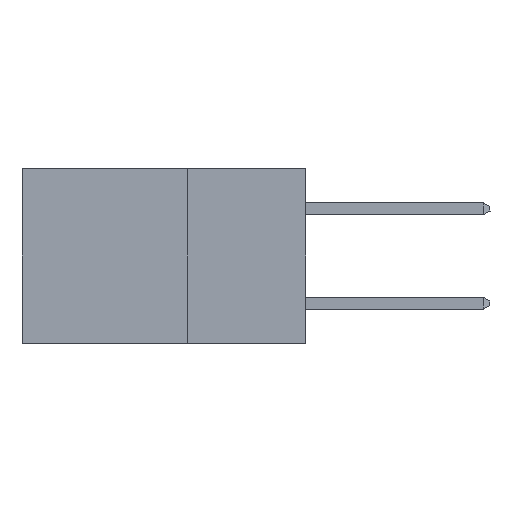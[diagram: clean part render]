
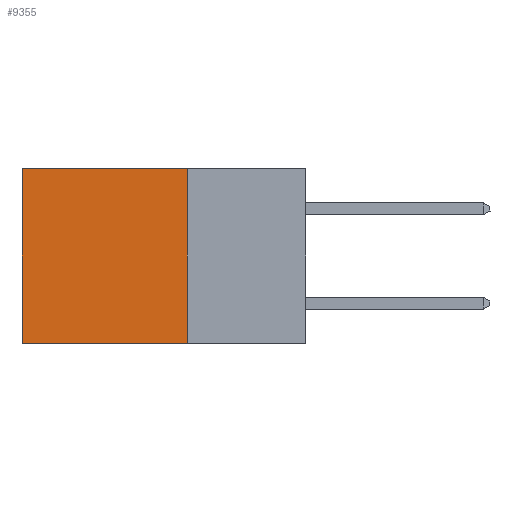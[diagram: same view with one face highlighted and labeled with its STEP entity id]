
A CAD part, left-side view. The second image highlights one B-rep face of the part: STEP entity #9355.
In plain terms, the highlighted planar face has unit normal (-1, 0, 0).
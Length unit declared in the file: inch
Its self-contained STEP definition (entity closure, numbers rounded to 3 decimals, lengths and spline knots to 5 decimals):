
#163 = EDGE_CURVE ( 'NONE', #20443, #14355, #1590, .T. ) ;
#629 = ORIENTED_EDGE ( 'NONE', *, *, #17234, .F. ) ;
#717 = VECTOR ( 'NONE', #27547, 39.37008 ) ;
#850 = CARTESIAN_POINT ( 'NONE',  ( 0.298, 0.6, -0.37 ) ) ;
#1502 = EDGE_CURVE ( 'NONE', #6725, #2434, #9870, .T. ) ;
#1590 = LINE ( 'NONE', #12959, #23875 ) ;
#2434 = VERTEX_POINT ( 'NONE', #20370 ) ;
#2536 = DIRECTION ( 'NONE',  ( 0., 1., 0. ) ) ;
#2658 = EDGE_LOOP ( 'NONE', ( #23966, #629, #2692, #6266 ) ) ;
#2692 = ORIENTED_EDGE ( 'NONE', *, *, #1502, .F. ) ;
#5979 = CARTESIAN_POINT ( 'NONE',  ( 0.298, 0.25, 0. ) ) ;
#6266 = ORIENTED_EDGE ( 'NONE', *, *, #23323, .T. ) ;
#6725 = VERTEX_POINT ( 'NONE', #25635 ) ;
#6761 = FACE_OUTER_BOUND ( 'NONE', #2658, .T. ) ;
#9299 = DIRECTION ( 'NONE',  ( 1., 0., 0. ) ) ;
#9355 = ADVANCED_FACE ( 'NONE', ( #6761 ), #11255, .F. ) ;
#9870 = LINE ( 'NONE', #10755, #18393 ) ;
#10755 = CARTESIAN_POINT ( 'NONE',  ( 0.298, 0.25, 0. ) ) ;
#11255 = PLANE ( 'NONE',  #18721 ) ;
#12959 = CARTESIAN_POINT ( 'NONE',  ( 0.298, 0.6, 0. ) ) ;
#14355 = VERTEX_POINT ( 'NONE', #850 ) ;
#15134 = DIRECTION ( 'NONE',  ( 0., 0., -1. ) ) ;
#16947 = LINE ( 'NONE', #24564, #26797 ) ;
#16958 = LINE ( 'NONE', #5979, #717 ) ;
#17168 = DIRECTION ( 'NONE',  ( 0., 0., -1. ) ) ;
#17234 = EDGE_CURVE ( 'NONE', #2434, #14355, #16947, .T. ) ;
#18393 = VECTOR ( 'NONE', #17168, 39.37008 ) ;
#18721 = AXIS2_PLACEMENT_3D ( 'NONE', #26480, #9299, #24307 ) ;
#20370 = CARTESIAN_POINT ( 'NONE',  ( 0.298, 0.25, -0.37 ) ) ;
#20443 = VERTEX_POINT ( 'NONE', #22079 ) ;
#22079 = CARTESIAN_POINT ( 'NONE',  ( 0.298, 0.6, 0. ) ) ;
#23323 = EDGE_CURVE ( 'NONE', #6725, #20443, #16958, .T. ) ;
#23875 = VECTOR ( 'NONE', #15134, 39.37008 ) ;
#23966 = ORIENTED_EDGE ( 'NONE', *, *, #163, .T. ) ;
#24307 = DIRECTION ( 'NONE',  ( 0., 0., -1. ) ) ;
#24564 = CARTESIAN_POINT ( 'NONE',  ( 0.298, 0.25, -0.37 ) ) ;
#25635 = CARTESIAN_POINT ( 'NONE',  ( 0.298, 0.25, 0. ) ) ;
#26480 = CARTESIAN_POINT ( 'NONE',  ( 0.298, 0.25, 0. ) ) ;
#26797 = VECTOR ( 'NONE', #2536, 39.37008 ) ;
#27547 = DIRECTION ( 'NONE',  ( 0., 1., 0. ) ) ;
